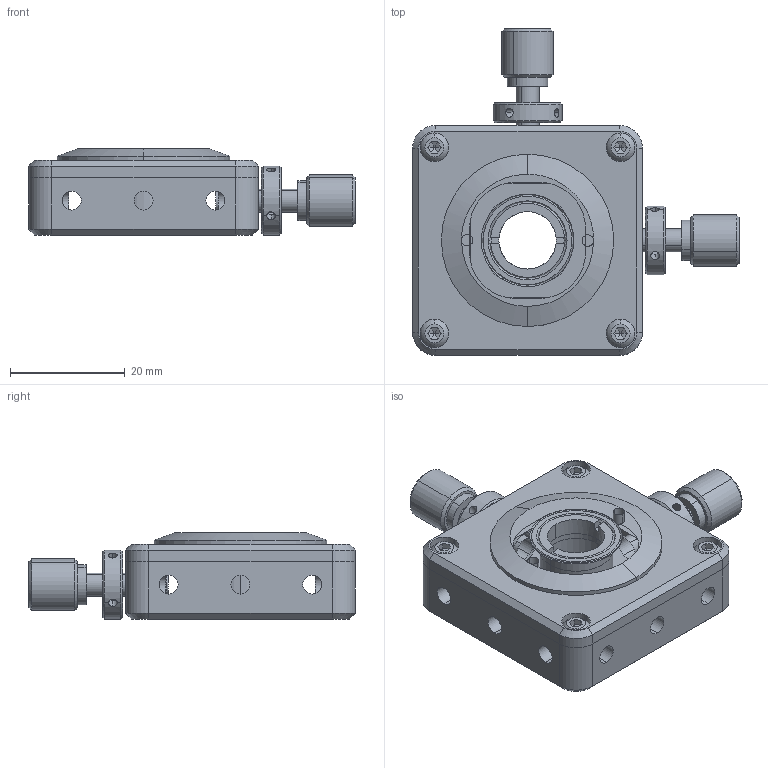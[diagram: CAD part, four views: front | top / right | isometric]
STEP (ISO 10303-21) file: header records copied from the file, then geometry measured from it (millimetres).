
FILE_DESCRIPTION (( 'STEP AP203' ), '1' );
FILE_NAME ('NLXY12.7-0.STEP', '2019-05-05T03:40:53', ( 'User' ), ( 'User' ), 'SwSTEP 2.0', 'SolidWorks 2016', '' );
FILE_SCHEMA (( 'CONFIG_CONTROL_DESIGN' ));
Length unit declared in the file: millimetre
Products named in the file (1): NLXY12.7-0
Bounding box: 56.87 x 56.87 x 15 mm (x, y, z)
Surface area: 9714.6 mm2 (no closed solid volume)
Topology: 0 solids, 16 shells, 291 faces, 1025 edges, 750 vertices
Faces by surface type: plane 144, cylinder 92, cone 47, sphere 8
Entity records: 11258 total; most frequent: CARTESIAN_POINT 2323, DIRECTION 1887, ORIENTED_EDGE 1593, EDGE_CURVE 1025, VERTEX_POINT 750, LINE 683, VECTOR 683, AXIS2_PLACEMENT_3D 602
